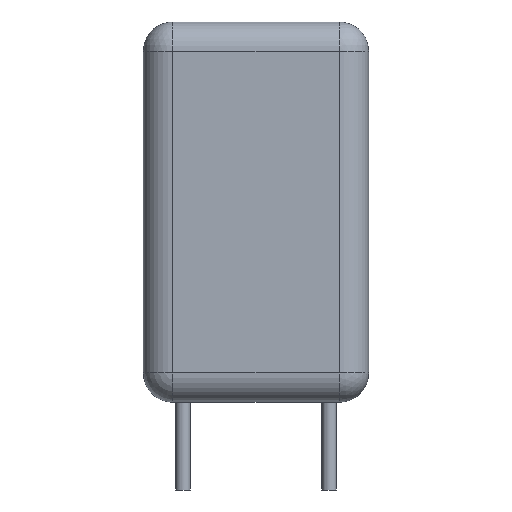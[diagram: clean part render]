
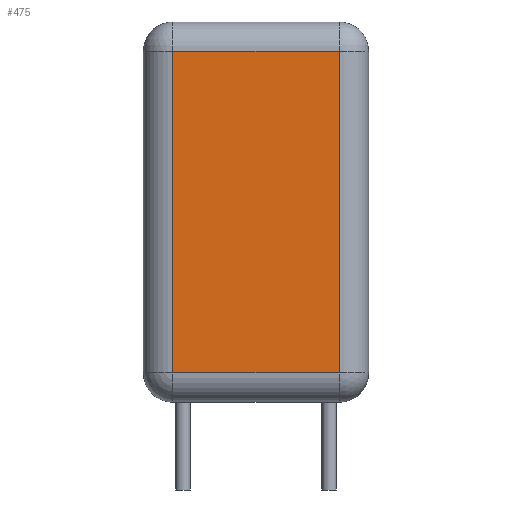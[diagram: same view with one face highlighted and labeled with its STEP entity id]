
A CAD part, front view. The second image highlights one B-rep face of the part: STEP entity #475.
In plain terms, the highlighted planar face has unit normal (0, -1, 0).
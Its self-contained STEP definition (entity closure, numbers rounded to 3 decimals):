
#44 = CYLINDRICAL_SURFACE('',#45,1.);
#45 = AXIS2_PLACEMENT_3D('',#46,#47,#48);
#46 = CARTESIAN_POINT('',(-3.85,-1.,13.));
#47 = DIRECTION('',(1.,0.,0.));
#48 = DIRECTION('',(0.,0.,1.));
#138 = VERTEX_POINT('',#139);
#139 = CARTESIAN_POINT('',(-2.85,-2.,13.));
#164 = EDGE_CURVE('',#138,#165,#167,.T.);
#165 = VERTEX_POINT('',#166);
#166 = CARTESIAN_POINT('',(2.85,-2.,13.));
#167 = SURFACE_CURVE('',#168,(#172,#178),.PCURVE_S1.);
#168 = LINE('',#169,#170);
#169 = CARTESIAN_POINT('',(-3.85,-2.,13.));
#170 = VECTOR('',#171,1.);
#171 = DIRECTION('',(1.,0.,0.));
#172 = PCURVE('',#44,#173);
#173 = DEFINITIONAL_REPRESENTATION('',(#174),#177);
#174 = B_SPLINE_CURVE_WITH_KNOTS('',1,(#175,#176),.UNSPECIFIED.,.F.,.F.,
  (2,2),(1.,6.7),.PIECEWISE_BEZIER_KNOTS.);
#175 = CARTESIAN_POINT('',(1.571,1.));
#176 = CARTESIAN_POINT('',(1.571,6.7));
#177 = ( GEOMETRIC_REPRESENTATION_CONTEXT(2) 
PARAMETRIC_REPRESENTATION_CONTEXT() REPRESENTATION_CONTEXT('2D SPACE',''
  ) );
#178 = PCURVE('',#179,#184);
#179 = PLANE('',#180);
#180 = AXIS2_PLACEMENT_3D('',#181,#182,#183);
#181 = CARTESIAN_POINT('',(0.,-2.,7.5));
#182 = DIRECTION('',(0.,1.,0.));
#183 = DIRECTION('',(0.,0.,1.));
#184 = DEFINITIONAL_REPRESENTATION('',(#185),#189);
#185 = LINE('',#186,#187);
#186 = CARTESIAN_POINT('',(5.5,-3.85));
#187 = VECTOR('',#188,1.);
#188 = DIRECTION('',(0.,1.));
#189 = ( GEOMETRIC_REPRESENTATION_CONTEXT(2) 
PARAMETRIC_REPRESENTATION_CONTEXT() REPRESENTATION_CONTEXT('2D SPACE',''
  ) );
#465 = CYLINDRICAL_SURFACE('',#466,1.);
#466 = AXIS2_PLACEMENT_3D('',#467,#468,#469);
#467 = CARTESIAN_POINT('',(-2.85,-1.,1.));
#468 = DIRECTION('',(0.,0.,1.));
#469 = DIRECTION('',(-1.,0.,0.));
#475 = ADVANCED_FACE('',(#476),#179,.F.);
#476 = FACE_BOUND('',#477,.F.);
#477 = EDGE_LOOP('',(#478,#507,#527,#528));
#478 = ORIENTED_EDGE('',*,*,#479,.T.);
#479 = EDGE_CURVE('',#480,#482,#484,.T.);
#480 = VERTEX_POINT('',#481);
#481 = CARTESIAN_POINT('',(2.85,-2.,2.));
#482 = VERTEX_POINT('',#483);
#483 = CARTESIAN_POINT('',(-2.85,-2.,2.));
#484 = SURFACE_CURVE('',#485,(#489,#496),.PCURVE_S1.);
#485 = LINE('',#486,#487);
#486 = CARTESIAN_POINT('',(3.85,-2.,2.));
#487 = VECTOR('',#488,1.);
#488 = DIRECTION('',(-1.,0.,0.));
#489 = PCURVE('',#179,#490);
#490 = DEFINITIONAL_REPRESENTATION('',(#491),#495);
#491 = LINE('',#492,#493);
#492 = CARTESIAN_POINT('',(-5.5,3.85));
#493 = VECTOR('',#494,1.);
#494 = DIRECTION('',(0.,-1.));
#495 = ( GEOMETRIC_REPRESENTATION_CONTEXT(2) 
PARAMETRIC_REPRESENTATION_CONTEXT() REPRESENTATION_CONTEXT('2D SPACE',''
  ) );
#496 = PCURVE('',#497,#502);
#497 = CYLINDRICAL_SURFACE('',#498,1.);
#498 = AXIS2_PLACEMENT_3D('',#499,#500,#501);
#499 = CARTESIAN_POINT('',(3.85,-1.,2.));
#500 = DIRECTION('',(-1.,0.,0.));
#501 = DIRECTION('',(0.,0.,-1.));
#502 = DEFINITIONAL_REPRESENTATION('',(#503),#506);
#503 = B_SPLINE_CURVE_WITH_KNOTS('',1,(#504,#505),.UNSPECIFIED.,.F.,.F.,
  (2,2),(1.,6.7),.PIECEWISE_BEZIER_KNOTS.);
#504 = CARTESIAN_POINT('',(1.571,1.));
#505 = CARTESIAN_POINT('',(1.571,6.7));
#506 = ( GEOMETRIC_REPRESENTATION_CONTEXT(2) 
PARAMETRIC_REPRESENTATION_CONTEXT() REPRESENTATION_CONTEXT('2D SPACE',''
  ) );
#507 = ORIENTED_EDGE('',*,*,#508,.T.);
#508 = EDGE_CURVE('',#482,#138,#509,.T.);
#509 = SURFACE_CURVE('',#510,(#514,#521),.PCURVE_S1.);
#510 = LINE('',#511,#512);
#511 = CARTESIAN_POINT('',(-2.85,-2.,1.));
#512 = VECTOR('',#513,1.);
#513 = DIRECTION('',(0.,0.,1.));
#514 = PCURVE('',#179,#515);
#515 = DEFINITIONAL_REPRESENTATION('',(#516),#520);
#516 = LINE('',#517,#518);
#517 = CARTESIAN_POINT('',(-6.5,-2.85));
#518 = VECTOR('',#519,1.);
#519 = DIRECTION('',(1.,0.));
#520 = ( GEOMETRIC_REPRESENTATION_CONTEXT(2) 
PARAMETRIC_REPRESENTATION_CONTEXT() REPRESENTATION_CONTEXT('2D SPACE',''
  ) );
#521 = PCURVE('',#465,#522);
#522 = DEFINITIONAL_REPRESENTATION('',(#523),#526);
#523 = B_SPLINE_CURVE_WITH_KNOTS('',1,(#524,#525),.UNSPECIFIED.,.F.,.F.,
  (2,2),(1.,12.),.PIECEWISE_BEZIER_KNOTS.);
#524 = CARTESIAN_POINT('',(1.571,1.));
#525 = CARTESIAN_POINT('',(1.571,12.));
#526 = ( GEOMETRIC_REPRESENTATION_CONTEXT(2) 
PARAMETRIC_REPRESENTATION_CONTEXT() REPRESENTATION_CONTEXT('2D SPACE',''
  ) );
#527 = ORIENTED_EDGE('',*,*,#164,.T.);
#528 = ORIENTED_EDGE('',*,*,#529,.T.);
#529 = EDGE_CURVE('',#165,#480,#530,.T.);
#530 = SURFACE_CURVE('',#531,(#535,#542),.PCURVE_S1.);
#531 = LINE('',#532,#533);
#532 = CARTESIAN_POINT('',(2.85,-2.,14.));
#533 = VECTOR('',#534,1.);
#534 = DIRECTION('',(0.,0.,-1.));
#535 = PCURVE('',#179,#536);
#536 = DEFINITIONAL_REPRESENTATION('',(#537),#541);
#537 = LINE('',#538,#539);
#538 = CARTESIAN_POINT('',(6.5,2.85));
#539 = VECTOR('',#540,1.);
#540 = DIRECTION('',(-1.,0.));
#541 = ( GEOMETRIC_REPRESENTATION_CONTEXT(2) 
PARAMETRIC_REPRESENTATION_CONTEXT() REPRESENTATION_CONTEXT('2D SPACE',''
  ) );
#542 = PCURVE('',#543,#548);
#543 = CYLINDRICAL_SURFACE('',#544,1.);
#544 = AXIS2_PLACEMENT_3D('',#545,#546,#547);
#545 = CARTESIAN_POINT('',(2.85,-1.,14.));
#546 = DIRECTION('',(0.,0.,-1.));
#547 = DIRECTION('',(1.,0.,0.));
#548 = DEFINITIONAL_REPRESENTATION('',(#549),#552);
#549 = B_SPLINE_CURVE_WITH_KNOTS('',1,(#550,#551),.UNSPECIFIED.,.F.,.F.,
  (2,2),(1.,12.),.PIECEWISE_BEZIER_KNOTS.);
#550 = CARTESIAN_POINT('',(1.571,1.));
#551 = CARTESIAN_POINT('',(1.571,12.));
#552 = ( GEOMETRIC_REPRESENTATION_CONTEXT(2) 
PARAMETRIC_REPRESENTATION_CONTEXT() REPRESENTATION_CONTEXT('2D SPACE',''
  ) );
